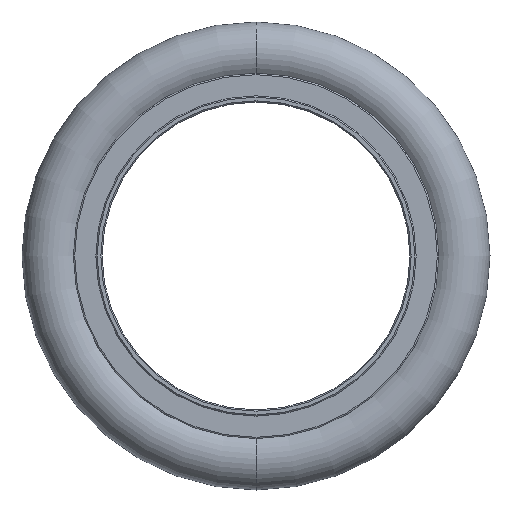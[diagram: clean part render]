
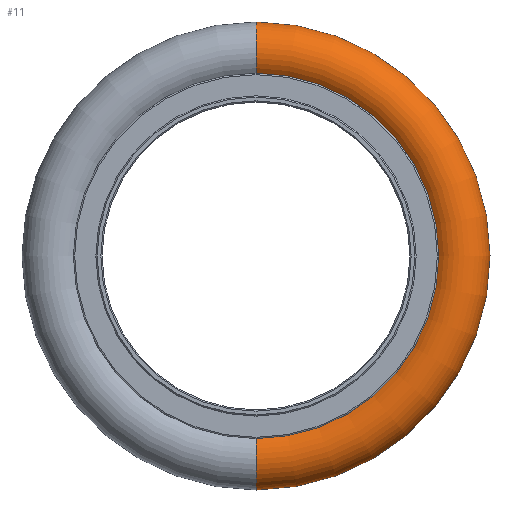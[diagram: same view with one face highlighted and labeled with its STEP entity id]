
A CAD part, front view. The second image highlights one B-rep face of the part: STEP entity #11.
In plain terms, the highlighted toroidal (fillet/blend) face has major radius 16.5 mm and minor radius 2.5 mm.
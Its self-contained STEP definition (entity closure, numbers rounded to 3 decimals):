
#2 = EDGE_CURVE ( 'NONE', #901, #3, #274, .T. ) ;
#3 = VERTEX_POINT ( 'NONE', #282 ) ;
#9 = EDGE_LOOP ( 'NONE', ( #18, #899, #17, #19 ) ) ;
#11 = ADVANCED_FACE ( 'NONE', ( #307 ), #271, .T. ) ;
#17 = ORIENTED_EDGE ( 'NONE', *, *, #25, .T. ) ;
#18 = ORIENTED_EDGE ( 'NONE', *, *, #931, .F. ) ;
#19 = ORIENTED_EDGE ( 'NONE', *, *, #31, .T. ) ;
#25 = EDGE_CURVE ( 'NONE', #901, #912, #289, .T. ) ;
#31 = EDGE_CURVE ( 'NONE', #912, #914, #284, .T. ) ;
#100 = CARTESIAN_POINT ( 'NONE',  ( 0., 0., -19. ) ) ;
#263 = DIRECTION ( 'NONE',  ( 0., 0., 1. ) ) ;
#264 = DIRECTION ( 'NONE',  ( -1., 0., 0. ) ) ;
#265 = CARTESIAN_POINT ( 'NONE',  ( 0., 0., 16.5 ) ) ;
#266 = AXIS2_PLACEMENT_3D ( 'NONE', #265, #264, #263 ) ;
#267 = CARTESIAN_POINT ( 'NONE',  ( 0., 0., 0. ) ) ;
#271 = TOROIDAL_SURFACE ( 'NONE', #301, 16.5, 2.5 ) ;
#273 = AXIS2_PLACEMENT_3D ( 'NONE', #290, #332, #331 ) ;
#274 = CIRCLE ( 'NONE', #266, 2.5 ) ;
#282 = CARTESIAN_POINT ( 'NONE',  ( 0., 0., 19. ) ) ;
#284 = CIRCLE ( 'NONE', #273, 2.5 ) ;
#286 = DIRECTION ( 'NONE',  ( 0., 0., 1. ) ) ;
#287 = DIRECTION ( 'NONE',  ( 0., 1., 0. ) ) ;
#288 = AXIS2_PLACEMENT_3D ( 'NONE', #306, #287, #286 ) ;
#289 = CIRCLE ( 'NONE', #288, 14. ) ;
#290 = CARTESIAN_POINT ( 'NONE',  ( 0., 0., -16.5 ) ) ;
#296 = DIRECTION ( 'NONE',  ( 0., 0., 1. ) ) ;
#301 = AXIS2_PLACEMENT_3D ( 'NONE', #267, #305, #296 ) ;
#305 = DIRECTION ( 'NONE',  ( 0., 1., 0. ) ) ;
#306 = CARTESIAN_POINT ( 'NONE',  ( 0., 0., 0. ) ) ;
#307 = FACE_OUTER_BOUND ( 'NONE', #9, .T. ) ;
#331 = DIRECTION ( 'NONE',  ( 0., 0., -1. ) ) ;
#332 = DIRECTION ( 'NONE',  ( 1., 0., 0. ) ) ;
#713 = CARTESIAN_POINT ( 'NONE',  ( 0., 0., 14. ) ) ;
#717 = CARTESIAN_POINT ( 'NONE',  ( 0., 0., -14. ) ) ;
#742 = AXIS2_PLACEMENT_3D ( 'NONE', #786, #780, #779 ) ;
#779 = DIRECTION ( 'NONE',  ( 0., 0., 1. ) ) ;
#780 = DIRECTION ( 'NONE',  ( 0., 1., 0. ) ) ;
#786 = CARTESIAN_POINT ( 'NONE',  ( 0., 0., 0. ) ) ;
#787 = CIRCLE ( 'NONE', #742, 19. ) ;
#899 = ORIENTED_EDGE ( 'NONE', *, *, #2, .F. ) ;
#901 = VERTEX_POINT ( 'NONE', #713 ) ;
#912 = VERTEX_POINT ( 'NONE', #717 ) ;
#914 = VERTEX_POINT ( 'NONE', #100 ) ;
#931 = EDGE_CURVE ( 'NONE', #3, #914, #787, .T. ) ;
